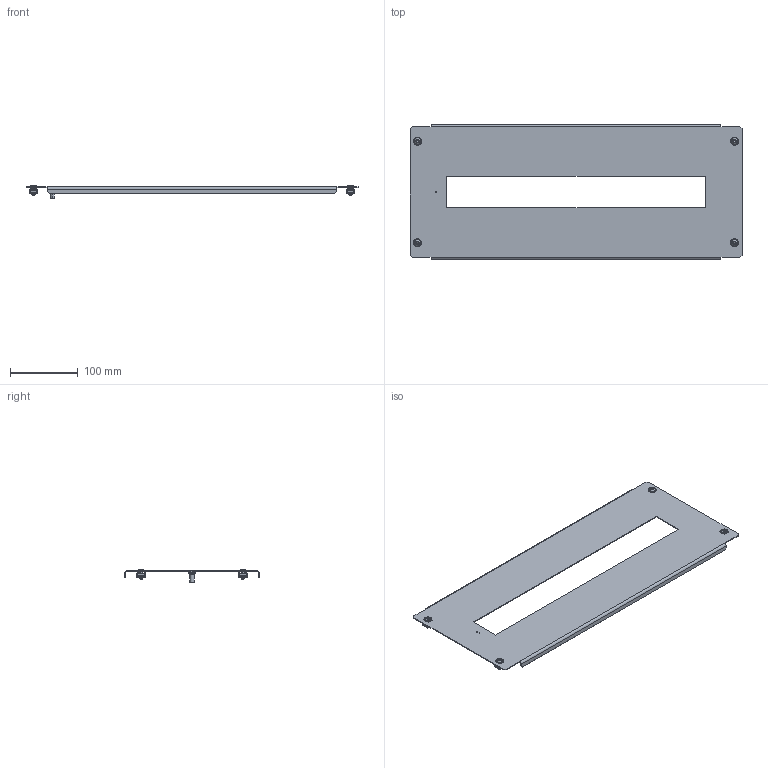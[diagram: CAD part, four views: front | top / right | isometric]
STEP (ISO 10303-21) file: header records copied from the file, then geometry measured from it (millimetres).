
FILE_DESCRIPTION (( 'STEP AP203' ), '1' );
FILE_NAME ('UR01611802002 Ôàëüø-ïàíåëü 24 ìîäóëÿ RS52 20.60 (000.140.028-01).STEP', '2022-04-18T11:48:29', ( '' ), ( '' ), 'SwSTEP 2.0', 'SolidWorks 2017', '' );
FILE_SCHEMA (( 'CONFIG_CONTROL_DESIGN' ));
Length unit declared in the file: millimetre
Products named in the file (8): Ãàéêà êëåòåâàÿ_M5-4B; UR01611802002 Ôàëüø-ïàíåëü 24 ìîäóëÿ RS52 20.60 (000.140.028-01); Øïèëüêà çàçåìëåíèÿ CKF CS_Œ6å16; Ãàéêà êâàäðàòíàÿ_Œ5; 011-235 Ôàëüø-ïàíåëü 24 ìîäóëÿ ( 00.60)_200; Êëåòêà ãàéêè_M6-4€; Âèíò ISO 7380-2 TX_Œ5å12; 000.140.025 Ôàëüø-ïàíåëü íà 24 ìîäóëÿ RS52 00.60_200
Assembly tree (13 placements, depth 3):
  UR01611802002 Ôàëüø-ïàíåëü 24 ìîäóëÿ RS52 20.60 (000.140.028-01)
    Ãàéêà êëåòåâàÿ_M5-4B  x4
      Êëåòêà ãàéêè_M6-4€
      Ãàéêà êâàäðàòíàÿ_Œ5
    Âèíò ISO 7380-2 TX_Œ5å12  x4
    000.140.025 Ôàëüø-ïàíåëü íà 24 ìîäóëÿ RS52 00.60_200
      011-235 Ôàëüø-ïàíåëü 24 ìîäóëÿ ( 00.60)_200
      Øïèëüêà çàçåìëåíèÿ CKF CS_Œ6å16
Bounding box: 490 x 199 x 20 mm (x, y, z)
Volume: 107484.1 mm3; surface area: 181349.1 mm2
Topology: 14 solids, 14 shells, 637 faces, 1560 edges, 956 vertices
Faces by surface type: plane 383, cylinder 184, bspline 40, torus 16, cone 14
Entity records: 8094 total; most frequent: CARTESIAN_POINT 2144, ORIENTED_EDGE 1038, DIRECTION 991, EDGE_CURVE 519, AXIS2_PLACEMENT_3D 333, VECTOR 325, LINE 325, VERTEX_POINT 323
